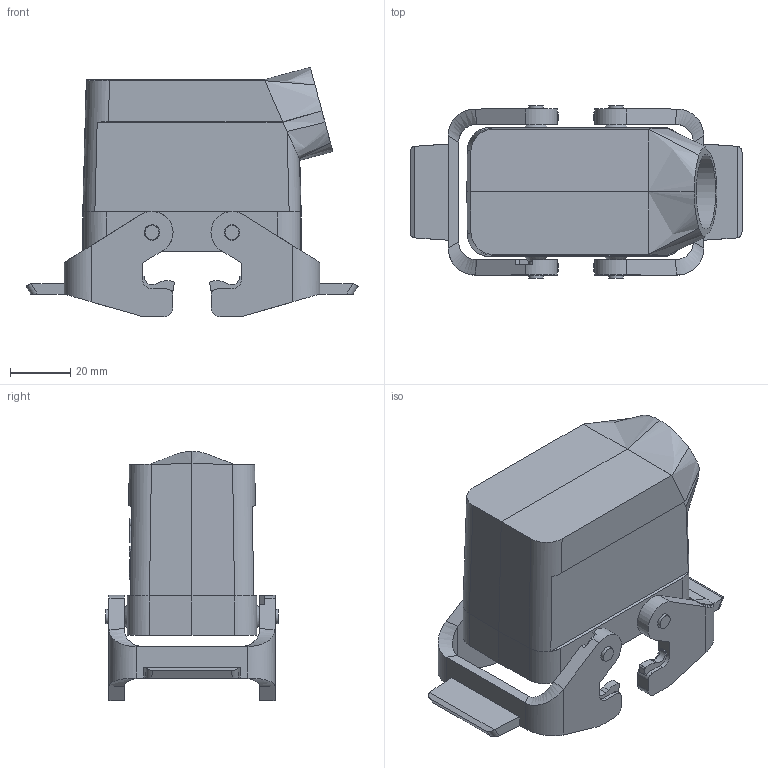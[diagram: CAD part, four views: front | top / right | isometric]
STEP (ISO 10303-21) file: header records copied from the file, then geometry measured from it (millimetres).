
FILE_DESCRIPTION(/* description */ (''),/* implementation_level */ '2;1');
FILE_NAME(/* name */ '100601681ugm000_d.stp',/* time_stamp */ '2019-09-24T07:50:14+02:00',/* author */ (''),/* organization */ (''),/* preprocessor_version */ 'ST-DEVELOPER v16.7',/* originating_system */ 'SIEMENS PLM Software NX 12.0',/* authorisation */ '');
FILE_SCHEMA (('AUTOMOTIVE_DESIGN { 1 0 10303 214 3 1 1 1 }'));
Length unit declared in the file: millimetre
Products named in the file (1): 100601681ugm000_d
Bounding box: 110.38 x 57.2 x 82.89 mm (x, y, z)
Volume: 72939.6 mm3; surface area: 43904.5 mm2
Topology: 3 solids, 3 shells, 361 faces, 1498 edges, 1691 vertices
Faces by surface type: plane 234, cylinder 75, bspline 34, cone 18
Full cylindrical faces by diameter (mm): 3 x4, 5.13 x4, 21 x1, 25 x1
Entity records: 19231 total; most frequent: CARTESIAN_POINT 6285, ORIENTED_EDGE 1872, DIRECTION 1785, EDGE_CURVE 936, LINE 787, VECTOR 787, PRESENTATION_STYLE_ASSIGNMENT 689, VERTEX_POINT 629
